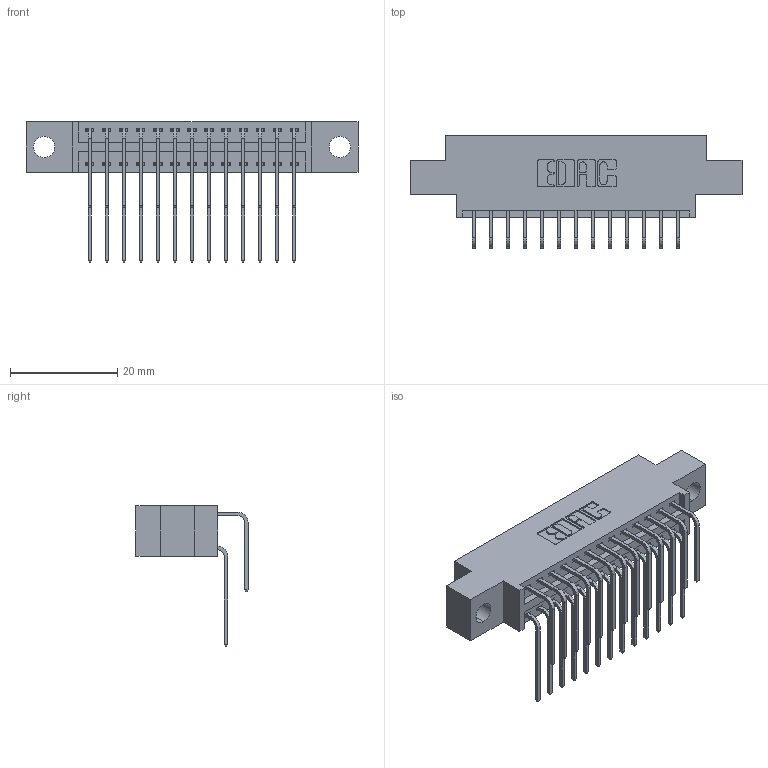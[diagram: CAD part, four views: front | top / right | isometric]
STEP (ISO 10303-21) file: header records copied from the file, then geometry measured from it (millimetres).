
FILE_DESCRIPTION (( 'STEP AP203' ), '1' );
FILE_NAME ('346-026-559-804.STEP', '2022-05-19T03:00:26', ( '' ), ( '' ), 'SwSTEP 2.0', 'SolidWorks 2020', '' );
FILE_SCHEMA (( 'CONFIG_CONTROL_DESIGN' ));
Length unit declared in the file: inch
Products named in the file (4): 345-292-001_559 Tail - 2; 346 Part_0.170 Offset - 0.156 Dia-TH; 345-292-001_558 559 Tail - 1; 346-026-559-804
Assembly tree (27 placements, depth 2):
  346-026-559-804
    346 Part_0.170 Offset - 0.156 Dia-TH
    345-292-001_558 559 Tail - 1  x13
    345-292-001_559 Tail - 2  x13
Bounding box: 61.85 x 20.89 x 26.16 mm (x, y, z)
Volume: 5695.2 mm3; surface area: 8119.7 mm2
Topology: 27 solids, 27 shells, 1544 faces, 4563 edges, 3006 vertices
Faces by surface type: plane 1056, cylinder 488
Entity records: 14723 total; most frequent: CARTESIAN_POINT 2525, ORIENTED_EDGE 2406, DIRECTION 2247, EDGE_CURVE 1203, VECTOR 979, LINE 979, VERTEX_POINT 798, AXIS2_PLACEMENT_3D 634
